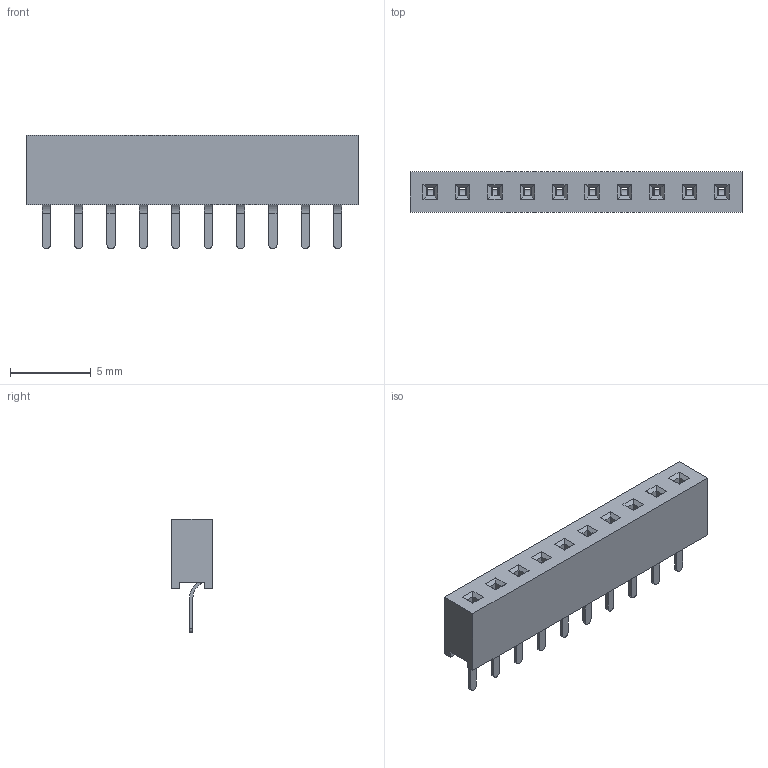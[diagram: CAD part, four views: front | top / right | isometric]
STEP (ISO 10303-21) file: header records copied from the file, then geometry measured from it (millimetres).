
FILE_DESCRIPTION(/* description */ ('Unknown'),/* implementation_level */ '2;1');
FILE_NAME(/* name */ '62001011821',/* time_stamp */ '2023-01-20T09:33:23+01:00',/* author */ ('Unknown'),/* organization */ ('Unknown'),/* preprocessor_version */ 'ST-DEVELOPER v16.7',/* originating_system */ 'Solid Edge',/* authorisation */ 'Unknown');
FILE_SCHEMA (('AUTOMOTIVE_DESIGN {1 0 10303 214 3 1 1}'));
Length unit declared in the file: millimetre
Products named in the file (3): 6200xx11821; 62001011821; 6200xx11821_PIN
Assembly tree (11 placements, depth 2):
  6200xx11821
    62001011821
    6200xx11821_PIN  x10
Bounding box: 20.5 x 2.5 x 7 mm (x, y, z)
Volume: 156.9 mm3; surface area: 725.3 mm2
Topology: 11 solids, 11 shells, 810 faces, 2204 edges, 1416 vertices
Faces by surface type: plane 480, cylinder 290, bspline 40
Entity records: 6256 total; most frequent: CARTESIAN_POINT 1136, ORIENTED_EDGE 1060, DIRECTION 992, EDGE_CURVE 530, LINE 464, VECTOR 464, VERTEX_POINT 336, AXIS2_PLACEMENT_3D 264
